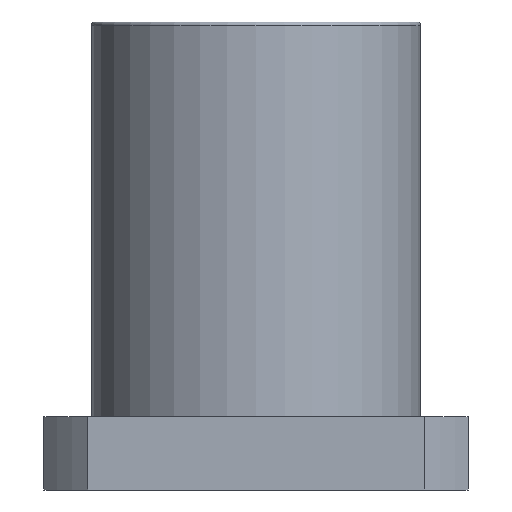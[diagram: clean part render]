
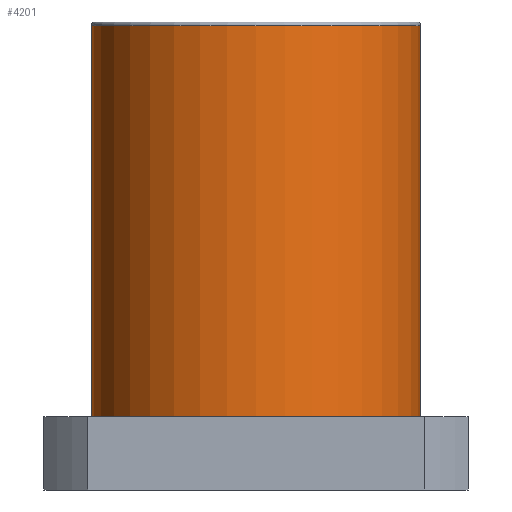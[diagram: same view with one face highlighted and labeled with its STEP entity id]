
A CAD part, front view. The second image highlights one B-rep face of the part: STEP entity #4201.
In plain terms, the highlighted cylindrical face has radius 22.5 mm (diameter 45 mm), a partial arc.
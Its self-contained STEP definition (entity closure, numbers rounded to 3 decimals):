
#143 = CARTESIAN_POINT ( 'NONE',  ( -22.5, 0., 54. ) ) ;
#304 = DIRECTION ( 'NONE',  ( 1., 0., 0. ) ) ;
#587 = CIRCLE ( 'NONE', #9243, 22.5 ) ;
#1133 = ORIENTED_EDGE ( 'NONE', *, *, #6946, .F. ) ;
#2745 = ORIENTED_EDGE ( 'NONE', *, *, #8543, .T. ) ;
#3051 = VECTOR ( 'NONE', #10771, 1000. ) ;
#3295 = VERTEX_POINT ( 'NONE', #3437 ) ;
#3350 = CARTESIAN_POINT ( 'NONE',  ( 0., 0., 0. ) ) ;
#3437 = CARTESIAN_POINT ( 'NONE',  ( -22.5, 0., 0. ) ) ;
#3571 = DIRECTION ( 'NONE',  ( 0., 0., -1. ) ) ;
#3630 = DIRECTION ( 'NONE',  ( 0., 0., -1. ) ) ;
#3643 = DIRECTION ( 'NONE',  ( -1., 0., 0. ) ) ;
#3774 = EDGE_CURVE ( 'NONE', #3295, #11901, #4289, .T. ) ;
#4201 = ADVANCED_FACE ( 'NONE', ( #5725 ), #14200, .T. ) ;
#4289 = CIRCLE ( 'NONE', #12980, 22.5 ) ;
#5051 = VERTEX_POINT ( 'NONE', #10634 ) ;
#5605 = CARTESIAN_POINT ( 'NONE',  ( 22.5, 0., 53.5 ) ) ;
#5624 = EDGE_LOOP ( 'NONE', ( #1133, #2745, #11696, #10512 ) ) ;
#5725 = FACE_OUTER_BOUND ( 'NONE', #5624, .T. ) ;
#6186 = CARTESIAN_POINT ( 'NONE',  ( 0., 0., 53.5 ) ) ;
#6946 = EDGE_CURVE ( 'NONE', #11975, #11901, #7485, .T. ) ;
#6969 = CARTESIAN_POINT ( 'NONE',  ( 0., 0., 54. ) ) ;
#7485 = LINE ( 'NONE', #8577, #3051 ) ;
#8366 = AXIS2_PLACEMENT_3D ( 'NONE', #6969, #3571, #3643 ) ;
#8543 = EDGE_CURVE ( 'NONE', #11975, #5051, #587, .T. ) ;
#8577 = CARTESIAN_POINT ( 'NONE',  ( 22.5, 0., 54. ) ) ;
#9149 = DIRECTION ( 'NONE',  ( 0., 0., 1. ) ) ;
#9243 = AXIS2_PLACEMENT_3D ( 'NONE', #6186, #10932, #304 ) ;
#9435 = LINE ( 'NONE', #143, #13470 ) ;
#10121 = CARTESIAN_POINT ( 'NONE',  ( 22.5, 0., 0. ) ) ;
#10512 = ORIENTED_EDGE ( 'NONE', *, *, #3774, .T. ) ;
#10634 = CARTESIAN_POINT ( 'NONE',  ( -22.5, 0., 53.5 ) ) ;
#10771 = DIRECTION ( 'NONE',  ( 0., 0., -1. ) ) ;
#10932 = DIRECTION ( 'NONE',  ( 0., 0., -1. ) ) ;
#11496 = DIRECTION ( 'NONE',  ( 1., 0., 0. ) ) ;
#11696 = ORIENTED_EDGE ( 'NONE', *, *, #12631, .T. ) ;
#11901 = VERTEX_POINT ( 'NONE', #10121 ) ;
#11975 = VERTEX_POINT ( 'NONE', #5605 ) ;
#12631 = EDGE_CURVE ( 'NONE', #5051, #3295, #9435, .T. ) ;
#12980 = AXIS2_PLACEMENT_3D ( 'NONE', #3350, #9149, #11496 ) ;
#13470 = VECTOR ( 'NONE', #3630, 1000. ) ;
#14200 = CYLINDRICAL_SURFACE ( 'NONE', #8366, 22.5 ) ;
